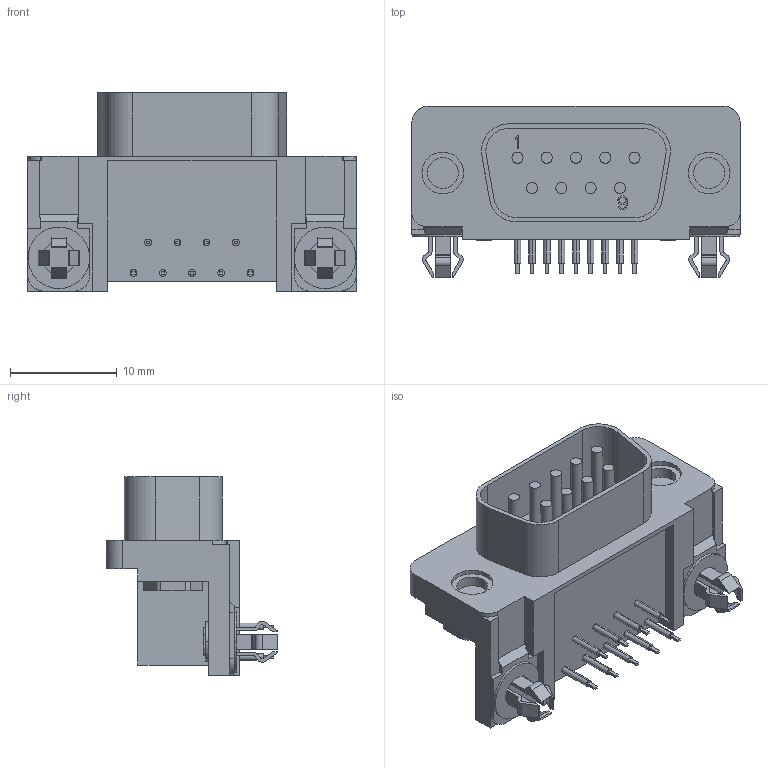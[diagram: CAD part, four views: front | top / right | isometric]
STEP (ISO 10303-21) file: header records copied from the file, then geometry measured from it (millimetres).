
FILE_DESCRIPTION((''),'2;1');
FILE_NAME('C-5788792-2','2013-06-13T',('workeradm'),('Tyco Electronics Ltd.'),'PRO/ENGINEER BY PARAMETRIC TECHNOLOGY CORPORATION, 2011490','PRO/ENGINEER BY PARAMETRIC TECHNOLOGY CORPORATION, 2011490','');
FILE_SCHEMA(('AUTOMOTIVE_DESIGN { 1 0 10303 214 1 1 1 1 }'));
Length unit declared in the file: millimetre
Products named in the file (1): C-5788792-2
Bounding box: 30.84 x 16.1 x 18.62 mm (x, y, z)
Volume: 2857.8 mm3; surface area: 2846.8 mm2
Topology: 1 solids, 1 shells, 497 faces, 1307 edges, 870 vertices
Faces by surface type: plane 353, cylinder 144
Entity records: 15655 total; most frequent: CARTESIAN_POINT 2692, ORIENTED_EDGE 2614, DIRECTION 2605, EDGE_CURVE 1307, VECTOR 995, LINE 995, VERTEX_POINT 870, AXIS2_PLACEMENT_3D 805
